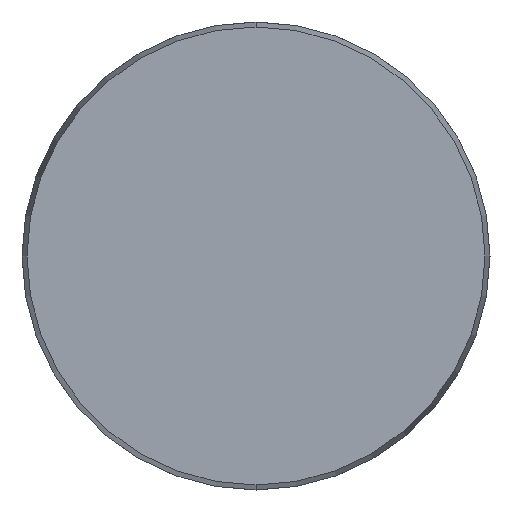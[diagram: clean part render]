
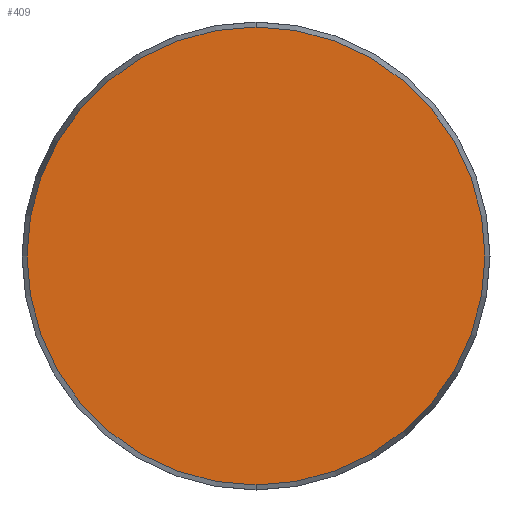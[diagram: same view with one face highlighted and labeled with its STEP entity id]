
A CAD part, front view. The second image highlights one B-rep face of the part: STEP entity #409.
In plain terms, the highlighted planar face has unit normal (0, -1, 0).
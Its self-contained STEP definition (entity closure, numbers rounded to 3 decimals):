
#39 = DIRECTION ( 'NONE',  ( 0., -1., 0. ) ) ;
#56 = CIRCLE ( 'NONE', #432, 39.143 ) ;
#73 = CARTESIAN_POINT ( 'NONE',  ( 0., 0., -39.143 ) ) ;
#149 = DIRECTION ( 'NONE',  ( 0., 0., -1. ) ) ;
#216 = VERTEX_POINT ( 'NONE', #482 ) ;
#292 = EDGE_CURVE ( 'NONE', #216, #971, #797, .T. ) ;
#321 = ORIENTED_EDGE ( 'NONE', *, *, #292, .T. ) ;
#339 = AXIS2_PLACEMENT_3D ( 'NONE', #574, #445, #1061 ) ;
#342 = CARTESIAN_POINT ( 'NONE',  ( 0., 0., 0. ) ) ;
#409 = ADVANCED_FACE ( 'NONE', ( #856 ), #1283, .F. ) ;
#432 = AXIS2_PLACEMENT_3D ( 'NONE', #342, #448, #149 ) ;
#445 = DIRECTION ( 'NONE',  ( 0., 1., 0. ) ) ;
#448 = DIRECTION ( 'NONE',  ( 0., -1., 0. ) ) ;
#480 = EDGE_LOOP ( 'NONE', ( #321, #1162 ) ) ;
#482 = CARTESIAN_POINT ( 'NONE',  ( 0., 0., 39.143 ) ) ;
#574 = CARTESIAN_POINT ( 'NONE',  ( -39.143, 0., 0. ) ) ;
#797 = CIRCLE ( 'NONE', #1314, 39.143 ) ;
#856 = FACE_OUTER_BOUND ( 'NONE', #480, .T. ) ;
#857 = EDGE_CURVE ( 'NONE', #971, #216, #56, .T. ) ;
#971 = VERTEX_POINT ( 'NONE', #73 ) ;
#1061 = DIRECTION ( 'NONE',  ( 0., 0., 1. ) ) ;
#1162 = ORIENTED_EDGE ( 'NONE', *, *, #857, .T. ) ;
#1240 = CARTESIAN_POINT ( 'NONE',  ( 0., 0., 0. ) ) ;
#1262 = DIRECTION ( 'NONE',  ( 0., 0., -1. ) ) ;
#1283 = PLANE ( 'NONE',  #339 ) ;
#1314 = AXIS2_PLACEMENT_3D ( 'NONE', #1240, #39, #1262 ) ;
